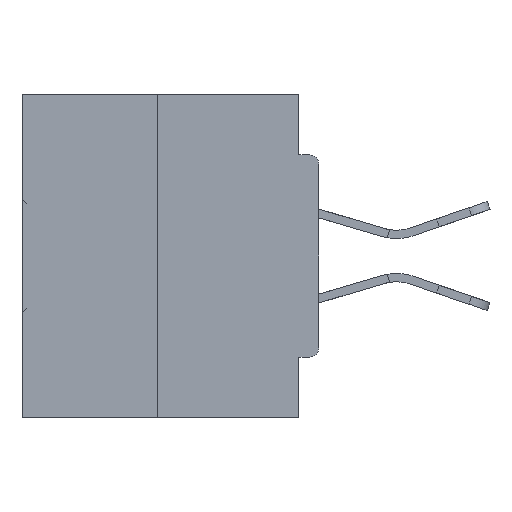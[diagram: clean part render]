
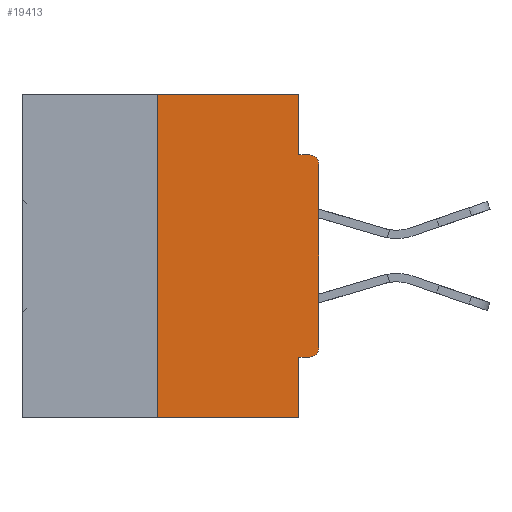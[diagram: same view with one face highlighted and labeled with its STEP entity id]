
A CAD part, left-side view. The second image highlights one B-rep face of the part: STEP entity #19413.
In plain terms, the highlighted planar face has unit normal (-1, 0, 0).
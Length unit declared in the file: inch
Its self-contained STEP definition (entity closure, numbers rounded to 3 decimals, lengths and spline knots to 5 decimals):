
#78 = CARTESIAN_POINT ( 'NONE',  ( 0., 0.015, -0.4065 ) ) ;
#1264 = CARTESIAN_POINT ( 'NONE',  ( 0., 0., -0.0935 ) ) ;
#1448 = CARTESIAN_POINT ( 'NONE',  ( 0., 0.031, -0.5 ) ) ;
#2450 = CARTESIAN_POINT ( 'NONE',  ( 0., 0.46, 0. ) ) ;
#2726 = VERTEX_POINT ( 'NONE', #28486 ) ;
#3304 = VECTOR ( 'NONE', #29860, 39.37008 ) ;
#3306 = VECTOR ( 'NONE', #32710, 39.37008 ) ;
#3487 = ORIENTED_EDGE ( 'NONE', *, *, #38839, .T. ) ;
#4457 = ORIENTED_EDGE ( 'NONE', *, *, #26179, .F. ) ;
#4570 = CIRCLE ( 'NONE', #40703, 0.015 ) ;
#4934 = CARTESIAN_POINT ( 'NONE',  ( 0., 0.031, 0. ) ) ;
#5563 = LINE ( 'NONE', #4934, #3304 ) ;
#5609 = CARTESIAN_POINT ( 'NONE',  ( 0., 0.015, -0.1085 ) ) ;
#6726 = CARTESIAN_POINT ( 'NONE',  ( 0., 0.25, 0. ) ) ;
#7096 = EDGE_CURVE ( 'NONE', #2726, #22030, #4570, .T. ) ;
#8287 = ORIENTED_EDGE ( 'NONE', *, *, #7096, .T. ) ;
#8387 = EDGE_CURVE ( 'NONE', #20504, #11873, #30184, .T. ) ;
#8493 = ORIENTED_EDGE ( 'NONE', *, *, #36122, .F. ) ;
#9205 = DIRECTION ( 'NONE',  ( -1., 0., 0. ) ) ;
#9945 = VECTOR ( 'NONE', #38090, 39.37008 ) ;
#10170 = VERTEX_POINT ( 'NONE', #42031 ) ;
#11873 = VERTEX_POINT ( 'NONE', #29433 ) ;
#12570 = VERTEX_POINT ( 'NONE', #1448 ) ;
#12661 = VERTEX_POINT ( 'NONE', #30731 ) ;
#12691 = PLANE ( 'NONE',  #30918 ) ;
#13597 = DIRECTION ( 'NONE',  ( 0., 1., 0. ) ) ;
#15282 = DIRECTION ( 'NONE',  ( -1., 0., 0. ) ) ;
#15453 = VECTOR ( 'NONE', #28317, 39.37008 ) ;
#15638 = VECTOR ( 'NONE', #13597, 39.37008 ) ;
#15717 = DIRECTION ( 'NONE',  ( 0., -1., 0. ) ) ;
#16176 = CARTESIAN_POINT ( 'NONE',  ( 0., 0.031, -0.5 ) ) ;
#16588 = AXIS2_PLACEMENT_3D ( 'NONE', #33061, #15282, #40201 ) ;
#18051 = ORIENTED_EDGE ( 'NONE', *, *, #21155, .T. ) ;
#18664 = ORIENTED_EDGE ( 'NONE', *, *, #27142, .F. ) ;
#18844 = VERTEX_POINT ( 'NONE', #6726 ) ;
#19413 = ADVANCED_FACE ( 'NONE', ( #29925 ), #12691, .F. ) ;
#19498 = LINE ( 'NONE', #39992, #3306 ) ;
#19728 = VECTOR ( 'NONE', #15717, 39.37008 ) ;
#19992 = CARTESIAN_POINT ( 'NONE',  ( 0., 0., -0.3915 ) ) ;
#20045 = ORIENTED_EDGE ( 'NONE', *, *, #28995, .F. ) ;
#20504 = VERTEX_POINT ( 'NONE', #78 ) ;
#21155 = EDGE_CURVE ( 'NONE', #12661, #12570, #29169, .T. ) ;
#22030 = VERTEX_POINT ( 'NONE', #23966 ) ;
#23299 = EDGE_CURVE ( 'NONE', #34716, #2726, #19498, .T. ) ;
#23790 = ORIENTED_EDGE ( 'NONE', *, *, #24076, .F. ) ;
#23879 = CIRCLE ( 'NONE', #16588, 0.015 ) ;
#23966 = CARTESIAN_POINT ( 'NONE',  ( 0., 0.015, -0.0935 ) ) ;
#24076 = EDGE_CURVE ( 'NONE', #12661, #18844, #29443, .T. ) ;
#24650 = LINE ( 'NONE', #16176, #34110 ) ;
#26179 = EDGE_CURVE ( 'NONE', #28940, #22030, #40831, .T. ) ;
#26925 = DIRECTION ( 'NONE',  ( 0., 0., -1. ) ) ;
#27142 = EDGE_CURVE ( 'NONE', #11873, #12570, #24650, .T. ) ;
#28177 = CARTESIAN_POINT ( 'NONE',  ( 0., 0.25, 0. ) ) ;
#28317 = DIRECTION ( 'NONE',  ( 0., 0., 1. ) ) ;
#28486 = CARTESIAN_POINT ( 'NONE',  ( 0., 0., -0.1085 ) ) ;
#28859 = LINE ( 'NONE', #2450, #9945 ) ;
#28940 = VERTEX_POINT ( 'NONE', #43814 ) ;
#28995 = EDGE_CURVE ( 'NONE', #10170, #28940, #5563, .T. ) ;
#29169 = LINE ( 'NONE', #30270, #19728 ) ;
#29433 = CARTESIAN_POINT ( 'NONE',  ( 0., 0.031, -0.4065 ) ) ;
#29443 = LINE ( 'NONE', #28177, #15453 ) ;
#29546 = EDGE_LOOP ( 'NONE', ( #8493, #23790, #18051, #18664, #29699, #3487, #38509, #8287, #4457, #20045 ) ) ;
#29699 = ORIENTED_EDGE ( 'NONE', *, *, #8387, .F. ) ;
#29860 = DIRECTION ( 'NONE',  ( 0., 0., -1. ) ) ;
#29925 = FACE_OUTER_BOUND ( 'NONE', #29546, .T. ) ;
#30184 = LINE ( 'NONE', #30290, #15638 ) ;
#30270 = CARTESIAN_POINT ( 'NONE',  ( 0., 0.46, -0.5 ) ) ;
#30290 = CARTESIAN_POINT ( 'NONE',  ( 0., 0., -0.4065 ) ) ;
#30731 = CARTESIAN_POINT ( 'NONE',  ( 0., 0.25, -0.5 ) ) ;
#30918 = AXIS2_PLACEMENT_3D ( 'NONE', #33400, #40695, #26925 ) ;
#32710 = DIRECTION ( 'NONE',  ( 0., 0., 1. ) ) ;
#33061 = CARTESIAN_POINT ( 'NONE',  ( 0., 0.015, -0.3915 ) ) ;
#33400 = CARTESIAN_POINT ( 'NONE',  ( 0., 0.46, 0. ) ) ;
#34110 = VECTOR ( 'NONE', #38011, 39.37008 ) ;
#34716 = VERTEX_POINT ( 'NONE', #19992 ) ;
#36122 = EDGE_CURVE ( 'NONE', #18844, #10170, #28859, .T. ) ;
#37681 = DIRECTION ( 'NONE',  ( 0., 0., -1. ) ) ;
#38011 = DIRECTION ( 'NONE',  ( 0., 0., -1. ) ) ;
#38090 = DIRECTION ( 'NONE',  ( 0., -1., 0. ) ) ;
#38509 = ORIENTED_EDGE ( 'NONE', *, *, #23299, .T. ) ;
#38839 = EDGE_CURVE ( 'NONE', #20504, #34716, #23879, .T. ) ;
#39992 = CARTESIAN_POINT ( 'NONE',  ( 0., 0., 0. ) ) ;
#40201 = DIRECTION ( 'NONE',  ( 0., 0., -1. ) ) ;
#40453 = DIRECTION ( 'NONE',  ( 0., -1., 0. ) ) ;
#40695 = DIRECTION ( 'NONE',  ( 1., 0., 0. ) ) ;
#40703 = AXIS2_PLACEMENT_3D ( 'NONE', #5609, #9205, #37681 ) ;
#40831 = LINE ( 'NONE', #1264, #42468 ) ;
#42031 = CARTESIAN_POINT ( 'NONE',  ( 0., 0.031, 0. ) ) ;
#42468 = VECTOR ( 'NONE', #40453, 39.37008 ) ;
#43814 = CARTESIAN_POINT ( 'NONE',  ( 0., 0.031, -0.0935 ) ) ;
